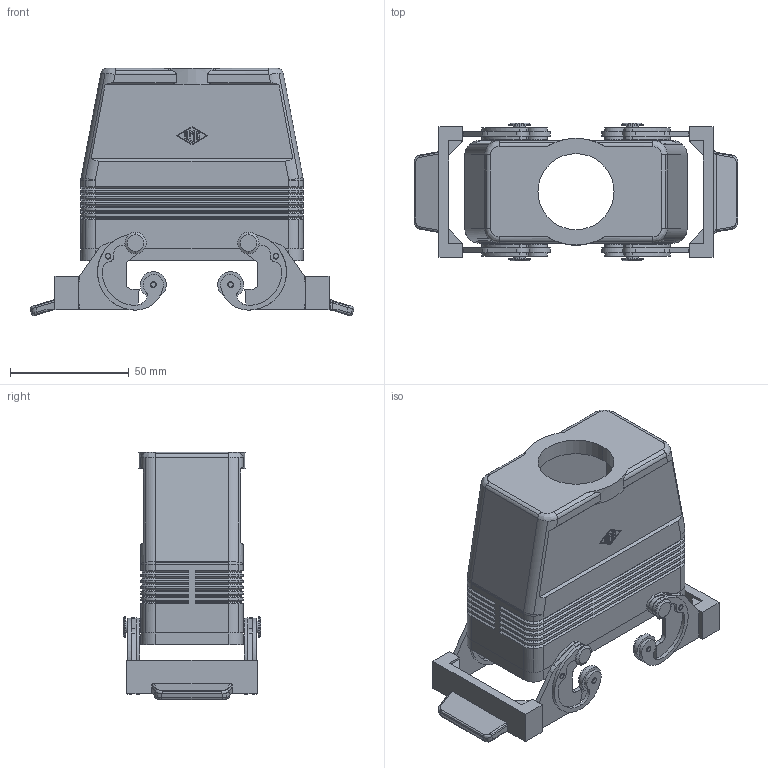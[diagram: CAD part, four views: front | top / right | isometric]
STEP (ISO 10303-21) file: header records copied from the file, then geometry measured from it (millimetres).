
FILE_DESCRIPTION((''),'2;1');
FILE_NAME('MFV 16 G32.stp','2006-12-21T11:26:19',('gembarski'),(''),'Autodesk Inventor 7','Autodesk Inventor 7','');
FILE_SCHEMA(('AUTOMOTIVE_DESIGN { 1 0 10303 214 1 1 1 1 }'));
Length unit declared in the file: millimetre
Products named in the file (1): CAV Tüllengehäuse 2 Bügel für einen Einsatz
Bounding box: 136.29 x 58 x 104.08 mm (x, y, z)
Volume: 108667 mm3; surface area: 61469.2 mm2
Topology: 1 solids, 5 shells, 954 faces, 2412 edges, 1490 vertices
Faces by surface type: plane 301, bspline 281, cylinder 252, cone 100, torus 16, sphere 4
Entity records: 31711 total; most frequent: CARTESIAN_POINT 8962, ORIENTED_EDGE 4804, DIRECTION 4754, EDGE_CURVE 2402, AXIS2_PLACEMENT_3D 1688, VERTEX_POINT 1490, VECTOR 1378, LINE 1378
